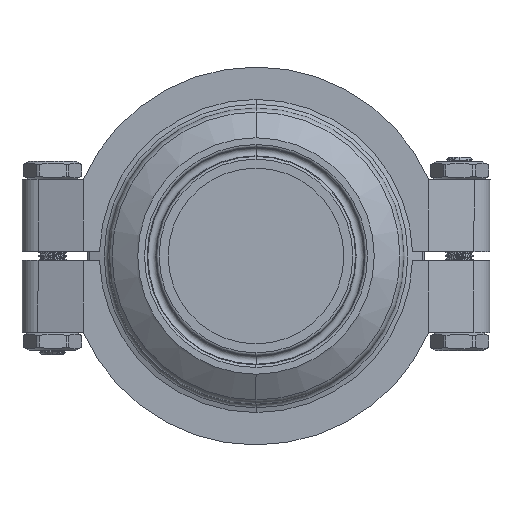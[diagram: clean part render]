
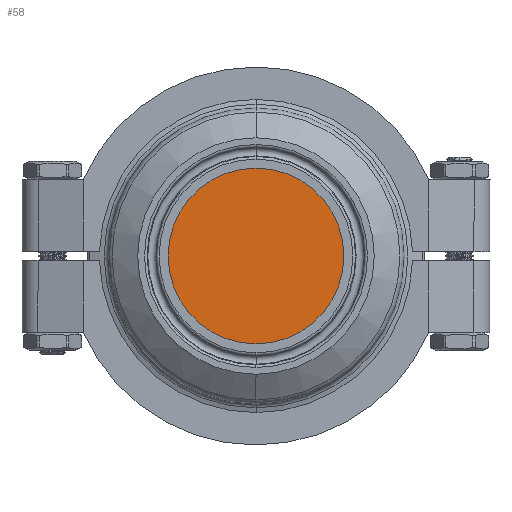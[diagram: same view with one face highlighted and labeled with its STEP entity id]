
A CAD part, front view. The second image highlights one B-rep face of the part: STEP entity #58.
In plain terms, the highlighted planar face has unit normal (0, -1, 0).
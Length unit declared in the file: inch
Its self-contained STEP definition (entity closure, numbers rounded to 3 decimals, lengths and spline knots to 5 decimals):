
#58 = ADVANCED_FACE ( 'NONE', ( #5412 ), #8900, .T. ) ;
#245 = ORIENTED_EDGE ( 'NONE', *, *, #3021, .F. ) ;
#501 = DIRECTION ( 'NONE',  ( 0., 0., 1. ) ) ;
#618 = AXIS2_PLACEMENT_3D ( 'NONE', #9309, #6470, #2104 ) ;
#1588 = DIRECTION ( 'NONE',  ( 1., 0., 0. ) ) ;
#1676 = DIRECTION ( 'NONE',  ( 0., -1., 0. ) ) ;
#2104 = DIRECTION ( 'NONE',  ( 0., 0., 1. ) ) ;
#2166 = CIRCLE ( 'NONE', #618, 0.935 ) ;
#2224 = VERTEX_POINT ( 'NONE', #9302 ) ;
#2256 = CIRCLE ( 'NONE', #9449, 0.935 ) ;
#2348 = CARTESIAN_POINT ( 'NONE',  ( 0., -0.77835, 0. ) ) ;
#3021 = EDGE_CURVE ( 'NONE', #2224, #4470, #2256, .T. ) ;
#3388 = CARTESIAN_POINT ( 'NONE',  ( 0., -0.77835, 0. ) ) ;
#4470 = VERTEX_POINT ( 'NONE', #6224 ) ;
#4492 = EDGE_LOOP ( 'NONE', ( #7474, #245 ) ) ;
#5412 = FACE_OUTER_BOUND ( 'NONE', #4492, .T. ) ;
#6224 = CARTESIAN_POINT ( 'NONE',  ( 0., -0.77835, -0.935 ) ) ;
#6470 = DIRECTION ( 'NONE',  ( 0., 1., 0. ) ) ;
#7153 = EDGE_CURVE ( 'NONE', #4470, #2224, #2166, .T. ) ;
#7369 = AXIS2_PLACEMENT_3D ( 'NONE', #2348, #1676, #1588 ) ;
#7474 = ORIENTED_EDGE ( 'NONE', *, *, #7153, .F. ) ;
#8900 = PLANE ( 'NONE',  #7369 ) ;
#9244 = DIRECTION ( 'NONE',  ( 0., 1., 0. ) ) ;
#9302 = CARTESIAN_POINT ( 'NONE',  ( 0., -0.77835, 0.935 ) ) ;
#9309 = CARTESIAN_POINT ( 'NONE',  ( 0., -0.77835, 0. ) ) ;
#9449 = AXIS2_PLACEMENT_3D ( 'NONE', #3388, #9244, #501 ) ;
